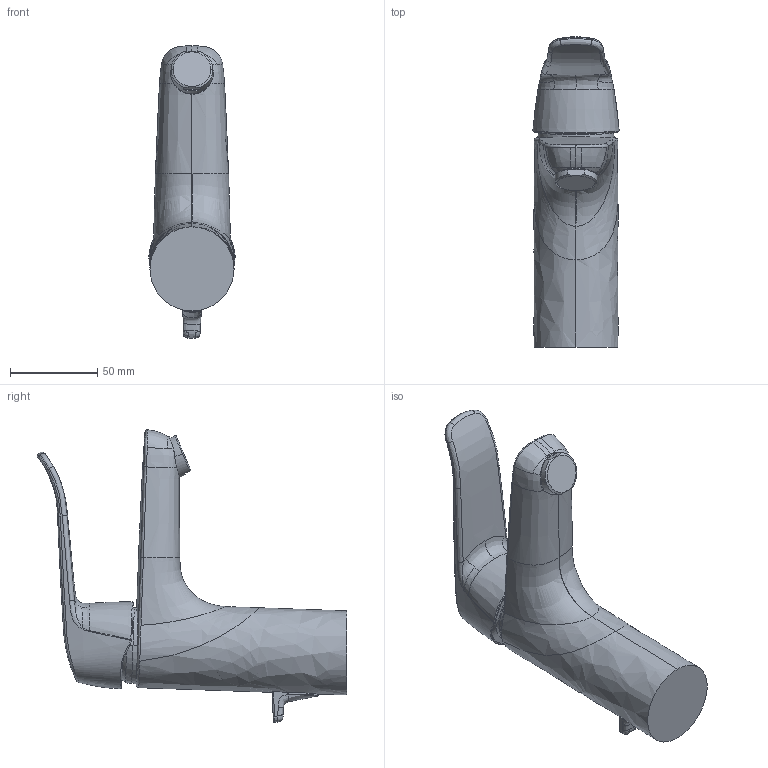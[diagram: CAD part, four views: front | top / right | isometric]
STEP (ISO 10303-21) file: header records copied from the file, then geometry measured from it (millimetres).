
FILE_DESCRIPTION (( 'STEP AP203' ), '1' );
FILE_NAME ('46012206.STEP', '2019-04-05T07:39:19', ( '' ), ( '' ), 'SwSTEP 2.0', 'SolidWorks 2016', '' );
FILE_SCHEMA (( 'CONFIG_CONTROL_DESIGN' ));
Length unit declared in the file: millimetre
Products named in the file (1): 46012206
Bounding box: 49.44 x 177.62 x 167.73 mm (x, y, z)
Volume: 393778.4 mm3; surface area: 46135.4 mm2
Topology: 1 solids, 1 shells, 133 faces, 338 edges, 209 vertices
Faces by surface type: bspline 110, plane 12, cylinder 7, sphere 2, cone 2
Entity records: 39213 total; most frequent: CARTESIAN_POINT 36862, ORIENTED_EDGE 676, EDGE_CURVE 338, B_SPLINE_CURVE_WITH_KNOTS 275, VERTEX_POINT 209, DIRECTION 140, EDGE_LOOP 135, ADVANCED_FACE 133
